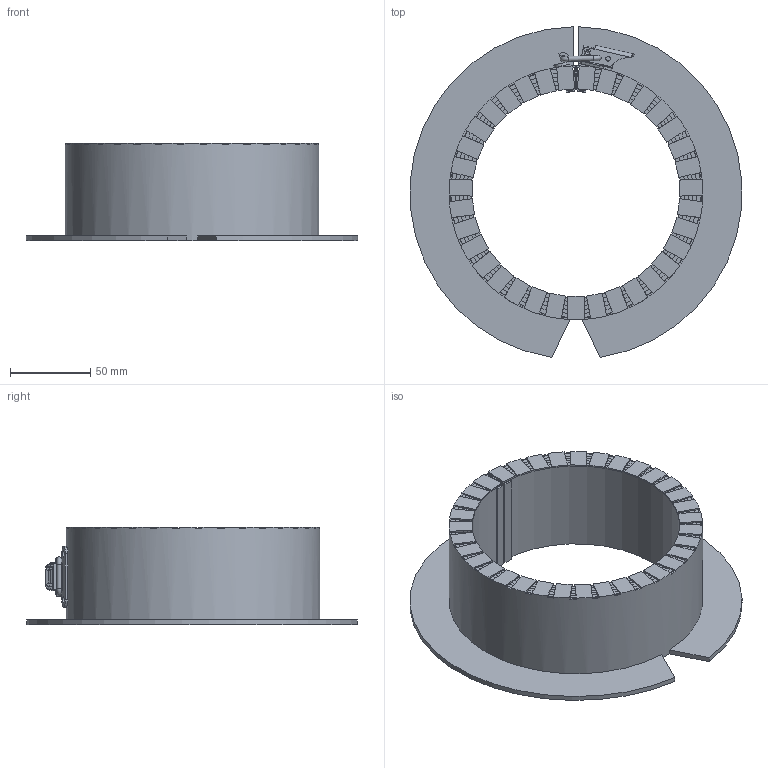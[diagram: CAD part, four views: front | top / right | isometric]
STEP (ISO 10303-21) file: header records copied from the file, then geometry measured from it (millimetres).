
FILE_DESCRIPTION((''),'2;1');
FILE_NAME('SLEEV-IT FC-MAR125M.stp','2014-11-14T11:31:35',('se-emikul'),(''),'Autodesk Inventor 2013','Autodesk Inventor 2013','');
FILE_SCHEMA(('AUTOMOTIVE_DESIGN { 1 0 10303 214 1 1 1 1 }'));
Length unit declared in the file: millimetre
Products named in the file (1): SLEEV-IT FC-MAR125M
Bounding box: 206.54 x 205.87 x 60.8 mm (x, y, z)
Volume: 412593.5 mm3; surface area: 178344.1 mm2
Topology: 7 solids, 7 shells, 412 faces, 1043 edges, 640 vertices
Faces by surface type: plane 333, cylinder 66, bspline 6, torus 5, sphere 1, cone 1
Full cylindrical faces by diameter (mm): 2.8 x4, 3.1 x1, 3.2 x5, 3.4 x2, 4 x1, 4.1 x2, 4.2 x2
Entity records: 12654 total; most frequent: CARTESIAN_POINT 2611, DIRECTION 2100, ORIENTED_EDGE 2030, EDGE_CURVE 1015, VECTOR 708, LINE 708, AXIS2_PLACEMENT_3D 696, VERTEX_POINT 635
